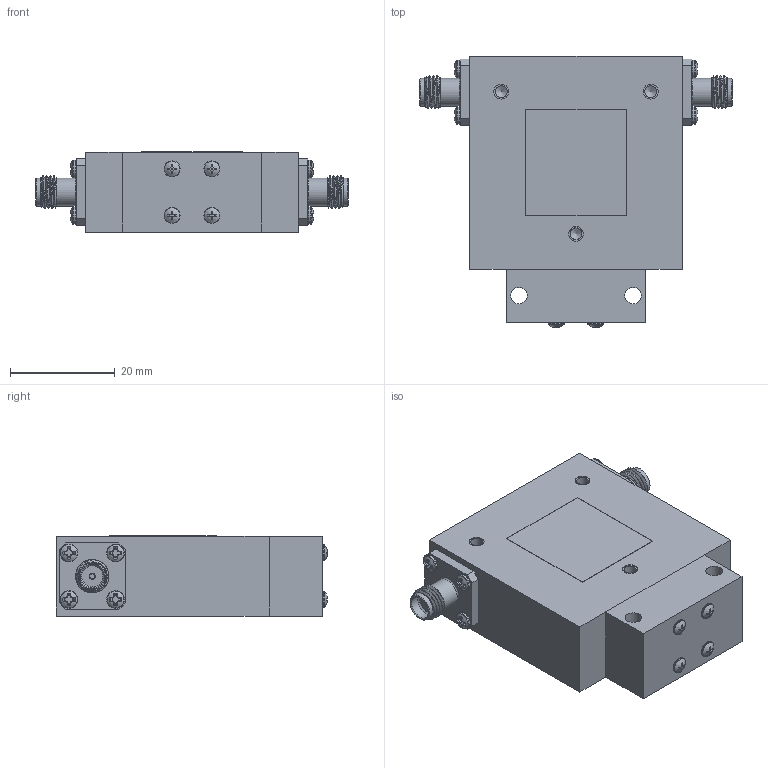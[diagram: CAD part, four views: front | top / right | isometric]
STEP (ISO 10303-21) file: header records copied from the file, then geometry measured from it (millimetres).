
FILE_DESCRIPTION (( 'STEP AP203' ), '1' );
FILE_NAME ('PE83IR1004_3D.step', '2022-02-14T15:55:26', ( '' ), ( '' ), 'SwSTEP 2.0', 'SolidWorks 2021', '' );
FILE_SCHEMA (( 'CONFIG_CONTROL_DESIGN' ));
Length unit declared in the file: inch
Products named in the file (1): PE83IR1004_3D
Bounding box: 59.79 x 51.82 x 15.32 mm (x, y, z)
Volume: 29859.3 mm3; surface area: 8231.5 mm2
Topology: 1 solids, 11 shells, 653 faces, 1706 edges, 1131 vertices
Faces by surface type: plane 312, cylinder 219, cone 50, bspline 46, torus 18, sphere 8
Full cylindrical faces by diameter (mm): 0.452 x1, 0.94 x2, 1.016 x2, 1.194 x2, 1.27 x2, 1.854 x10, 2.261 x6, 2.845 x6, 3.064 x4, 3.175 x2, 3.393 x8, 4.521 x2, 5.08 x2, 5.334 x4
Entity records: 38565 total; most frequent: CARTESIAN_POINT 24194, ORIENTED_EDGE 3140, DIRECTION 2614, EDGE_CURVE 1570, VERTEX_POINT 1096, AXIS2_PLACEMENT_3D 1000, EDGE_LOOP 814, FACE_OUTER_BOUND 732
